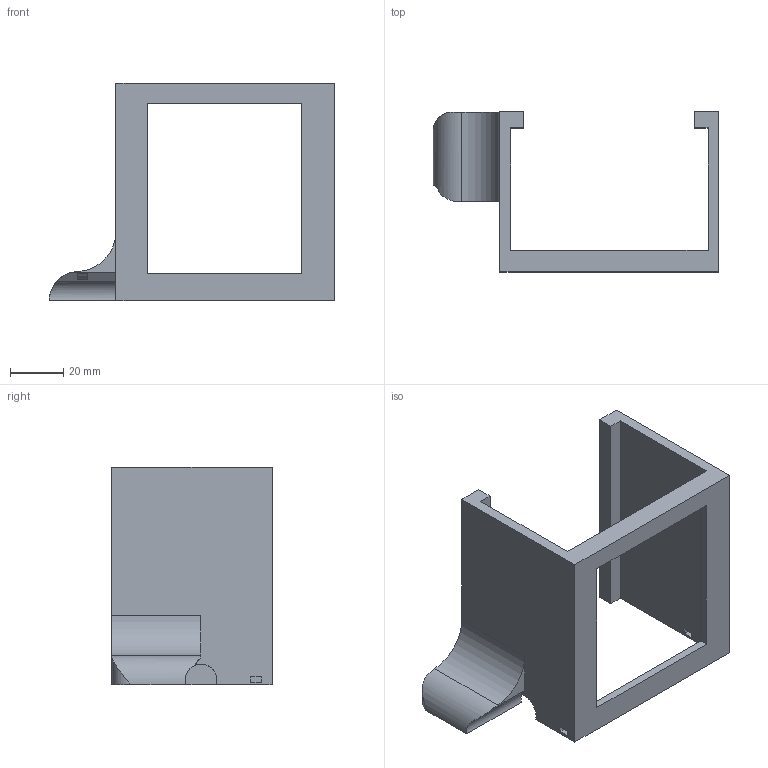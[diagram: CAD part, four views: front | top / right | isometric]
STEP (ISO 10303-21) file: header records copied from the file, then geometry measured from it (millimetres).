
FILE_DESCRIPTION(/* description */ (''),/* implementation_level */ '2;1');
FILE_NAME(/* name */ 'ramps box cover.step',/* time_stamp */ '2023-06-27T16:09:06-05:00',/* author */ (''),/* organization */ (''),/* preprocessor_version */ 'ST-DEVELOPER v19.2',/* originating_system */ 'Autodesk Translation Framework v12.6.0.85',/* authorisation */ '');
FILE_SCHEMA (('AUTOMOTIVE_DESIGN { 1 0 10303 214 3 1 1 }'));
Length unit declared in the file: millimetre
Products named in the file (2): ramps dev case v0.1; Component2
Assembly tree (1 placements, depth 2):
  ramps dev case v0.1
    Component2
Bounding box: 107 x 60 x 81.43 mm (x, y, z)
Volume: 59764.2 mm3; surface area: 33451.1 mm2
Topology: 1 solids, 1 shells, 55 faces, 166 edges, 112 vertices
Faces by surface type: plane 49, cylinder 6
Entity records: 1944 total; most frequent: CARTESIAN_POINT 373, ORIENTED_EDGE 332, DIRECTION 291, EDGE_CURVE 166, LINE 151, VECTOR 151, VERTEX_POINT 112, AXIS2_PLACEMENT_3D 70
